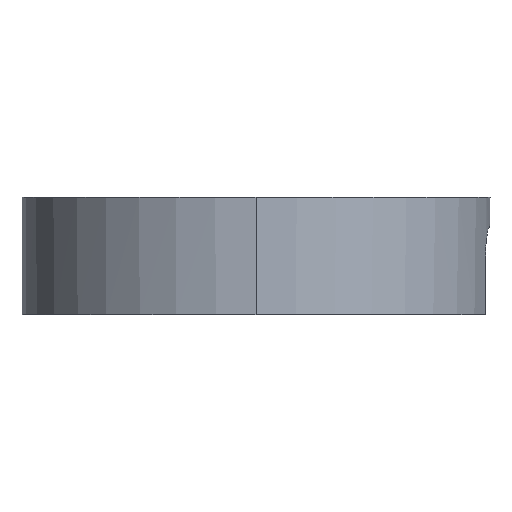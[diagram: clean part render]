
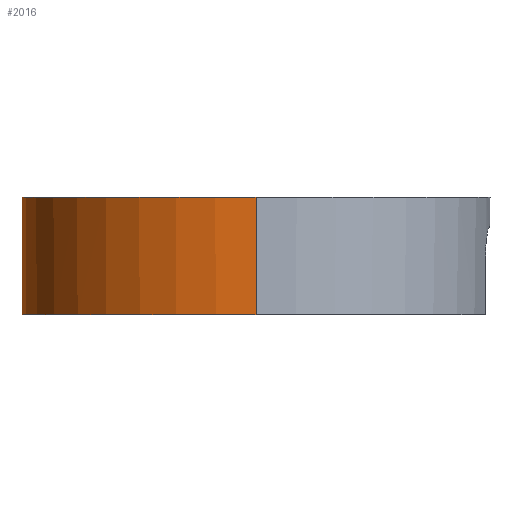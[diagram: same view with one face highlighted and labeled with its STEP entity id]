
A CAD part, left-side view. The second image highlights one B-rep face of the part: STEP entity #2016.
In plain terms, the highlighted cylindrical face has radius 80 mm (diameter 160 mm), a partial arc.
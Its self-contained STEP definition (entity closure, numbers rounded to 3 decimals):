
#66 = DIRECTION ( 'NONE',  ( 0., 0., 1. ) ) ;
#84 = CARTESIAN_POINT ( 'NONE',  ( 79.309, 10.504, 31.683 ) ) ;
#91 = CARTESIAN_POINT ( 'NONE',  ( -80., 0., 38. ) ) ;
#114 = VERTEX_POINT ( 'NONE', #1657 ) ;
#119 = EDGE_CURVE ( 'NONE', #114, #526, #1502, .T. ) ;
#146 = CARTESIAN_POINT ( 'NONE',  ( 79.49, 9.024, 32.364 ) ) ;
#204 = EDGE_CURVE ( 'NONE', #1443, #328, #1073, .T. ) ;
#244 = CARTESIAN_POINT ( 'NONE',  ( 79.765, 6.161, 33. ) ) ;
#290 = VERTEX_POINT ( 'NONE', #1142 ) ;
#291 = CARTESIAN_POINT ( 'NONE',  ( 78.768, 13.985, 28.302 ) ) ;
#306 = VECTOR ( 'NONE', #845, 1000. ) ;
#316 = VECTOR ( 'NONE', #1150, 1000. ) ;
#328 = VERTEX_POINT ( 'NONE', #503 ) ;
#334 = CARTESIAN_POINT ( 'NONE',  ( 0., 0., 38. ) ) ;
#358 = CARTESIAN_POINT ( 'NONE',  ( -80., 0., 43. ) ) ;
#394 = DIRECTION ( 'NONE',  ( 0., 0., 1. ) ) ;
#419 = CARTESIAN_POINT ( 'NONE',  ( 78.484, 15.5, 23.663 ) ) ;
#431 = EDGE_LOOP ( 'NONE', ( #1964, #1822, #1214, #1469, #648, #1835, #1220 ) ) ;
#434 = EDGE_CURVE ( 'NONE', #114, #1779, #812, .T. ) ;
#478 = CARTESIAN_POINT ( 'NONE',  ( 79.081, 12.101, 30.54 ) ) ;
#503 = CARTESIAN_POINT ( 'NONE',  ( 78.484, 15.5, 23. ) ) ;
#526 = VERTEX_POINT ( 'NONE', #358 ) ;
#555 = VECTOR ( 'NONE', #1532, 1000. ) ;
#577 = CARTESIAN_POINT ( 'NONE',  ( 78.588, 14.967, 26.239 ) ) ;
#617 = DIRECTION ( 'NONE',  ( -1., 0., 0. ) ) ;
#626 = CARTESIAN_POINT ( 'NONE',  ( 79.384, 9.931, 31.989 ) ) ;
#639 = CARTESIAN_POINT ( 'NONE',  ( 78.535, 15.24, 25.291 ) ) ;
#640 = DIRECTION ( 'NONE',  ( -1., 0., 0. ) ) ;
#648 = ORIENTED_EDGE ( 'NONE', *, *, #1696, .F. ) ;
#687 = AXIS2_PLACEMENT_3D ( 'NONE', #690, #66, #1363 ) ;
#690 = CARTESIAN_POINT ( 'NONE',  ( 0., 0., 43. ) ) ;
#728 = CARTESIAN_POINT ( 'NONE',  ( 78.63, 14.745, 26.852 ) ) ;
#736 = CARTESIAN_POINT ( 'NONE',  ( 78.681, 14.465, 27.442 ) ) ;
#782 = CARTESIAN_POINT ( 'NONE',  ( 79.591, 8.085, 32.666 ) ) ;
#803 = CARTESIAN_POINT ( 'NONE',  ( 80., 0., 33. ) ) ;
#812 = LINE ( 'NONE', #979, #306 ) ;
#845 = DIRECTION ( 'NONE',  ( 0., 0., -1. ) ) ;
#887 = CARTESIAN_POINT ( 'NONE',  ( 0., 0., 3. ) ) ;
#902 = CARTESIAN_POINT ( 'NONE',  ( -80., 0., 3. ) ) ;
#939 = CARTESIAN_POINT ( 'NONE',  ( 78.551, 15.158, 25.612 ) ) ;
#952 = CARTESIAN_POINT ( 'NONE',  ( 78.934, 13.022, 29.621 ) ) ;
#979 = CARTESIAN_POINT ( 'NONE',  ( 80., 0., 38. ) ) ;
#986 = DIRECTION ( 'NONE',  ( 0., 0., -1. ) ) ;
#1024 = AXIS2_PLACEMENT_3D ( 'NONE', #887, #394, #1680 ) ;
#1073 = B_SPLINE_CURVE_WITH_KNOTS ( 'NONE', 3,
 ( #1703, #244, #1546, #1384, #782, #1420, #146, #626, #84, #1217, #478, #952, #1753, #291, #2037, #736, #728, #577, #939, #639, #1877, #419, #1695 ),
 .UNSPECIFIED., .F., .F.,
 ( 4, 2, 2, 2, 2, 2, 2, 2, 1, 2, 2, 4 ),
 ( 0., 0.002, 0.003, 0.004, 0.006, 0.008, 0.01, 0.011, 0.012, 0.013, 0.014, 0.016 ),
 .UNSPECIFIED. ) ;
#1077 = CIRCLE ( 'NONE', #1705, 80. ) ;
#1084 = CIRCLE ( 'NONE', #1024, 80. ) ;
#1131 = EDGE_CURVE ( 'NONE', #526, #1948, #1876, .T. ) ;
#1142 = CARTESIAN_POINT ( 'NONE',  ( 78.484, 15.5, 3. ) ) ;
#1150 = DIRECTION ( 'NONE',  ( 0., 0., 1. ) ) ;
#1214 = ORIENTED_EDGE ( 'NONE', *, *, #2000, .F. ) ;
#1217 = CARTESIAN_POINT ( 'NONE',  ( 79.158, 11.588, 30.96 ) ) ;
#1220 = ORIENTED_EDGE ( 'NONE', *, *, #1131, .F. ) ;
#1235 = LINE ( 'NONE', #1798, #316 ) ;
#1363 = DIRECTION ( 'NONE',  ( 1., 0., 0. ) ) ;
#1364 = AXIS2_PLACEMENT_3D ( 'NONE', #334, #986, #640 ) ;
#1384 = CARTESIAN_POINT ( 'NONE',  ( 79.623, 7.769, 32.745 ) ) ;
#1405 = CARTESIAN_POINT ( 'NONE',  ( 0., 0., 33. ) ) ;
#1420 = CARTESIAN_POINT ( 'NONE',  ( 79.525, 8.713, 32.476 ) ) ;
#1423 = DIRECTION ( 'NONE',  ( 0., 0., -1. ) ) ;
#1443 = VERTEX_POINT ( 'NONE', #1699 ) ;
#1469 = ORIENTED_EDGE ( 'NONE', *, *, #204, .T. ) ;
#1484 = EDGE_CURVE ( 'NONE', #290, #1948, #1084, .T. ) ;
#1502 = CIRCLE ( 'NONE', #687, 80. ) ;
#1532 = DIRECTION ( 'NONE',  ( 0., 0., -1. ) ) ;
#1546 = CARTESIAN_POINT ( 'NONE',  ( 79.712, 6.811, 32.935 ) ) ;
#1657 = CARTESIAN_POINT ( 'NONE',  ( 80., 0., 43. ) ) ;
#1680 = DIRECTION ( 'NONE',  ( 1., 0., 0. ) ) ;
#1695 = CARTESIAN_POINT ( 'NONE',  ( 78.484, 15.5, 23. ) ) ;
#1696 = EDGE_CURVE ( 'NONE', #290, #328, #1235, .T. ) ;
#1699 = CARTESIAN_POINT ( 'NONE',  ( 79.811, 5.5, 33. ) ) ;
#1703 = CARTESIAN_POINT ( 'NONE',  ( 79.811, 5.5, 33. ) ) ;
#1705 = AXIS2_PLACEMENT_3D ( 'NONE', #1405, #1423, #617 ) ;
#1753 = CARTESIAN_POINT ( 'NONE',  ( 78.864, 13.436, 29.119 ) ) ;
#1770 = FACE_OUTER_BOUND ( 'NONE', #431, .T. ) ;
#1779 = VERTEX_POINT ( 'NONE', #803 ) ;
#1794 = CYLINDRICAL_SURFACE ( 'NONE', #1364, 80. ) ;
#1798 = CARTESIAN_POINT ( 'NONE',  ( 78.484, 15.5, 38. ) ) ;
#1822 = ORIENTED_EDGE ( 'NONE', *, *, #434, .T. ) ;
#1835 = ORIENTED_EDGE ( 'NONE', *, *, #1484, .T. ) ;
#1876 = LINE ( 'NONE', #91, #555 ) ;
#1877 = CARTESIAN_POINT ( 'NONE',  ( 78.497, 15.435, 24.319 ) ) ;
#1948 = VERTEX_POINT ( 'NONE', #902 ) ;
#1964 = ORIENTED_EDGE ( 'NONE', *, *, #119, .F. ) ;
#2000 = EDGE_CURVE ( 'NONE', #1443, #1779, #1077, .T. ) ;
#2016 = ADVANCED_FACE ( 'NONE', ( #1770 ), #1794, .T. ) ;
#2037 = CARTESIAN_POINT ( 'NONE',  ( 78.738, 14.156, 28.018 ) ) ;
